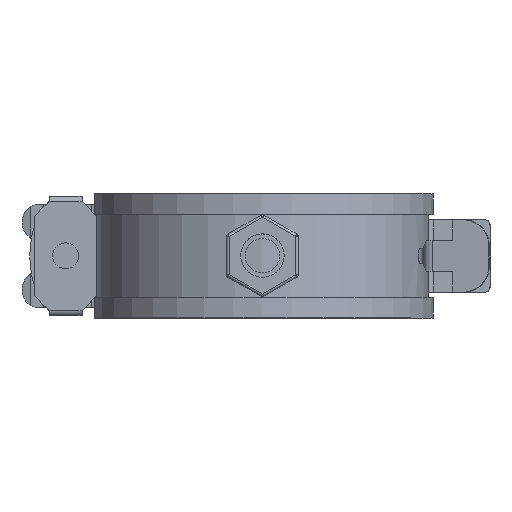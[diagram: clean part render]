
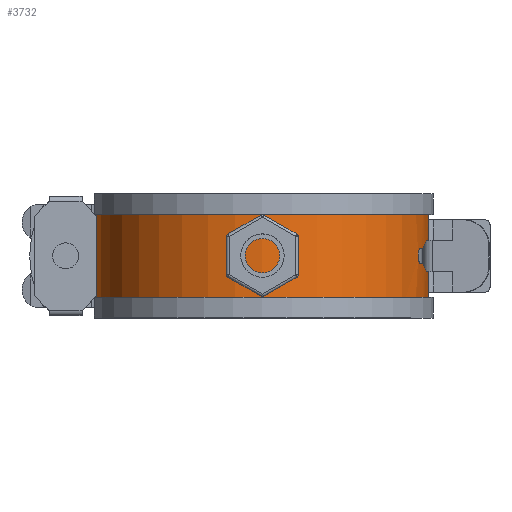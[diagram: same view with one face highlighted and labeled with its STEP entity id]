
A CAD part, top view. The second image highlights one B-rep face of the part: STEP entity #3732.
In plain terms, the highlighted cylindrical face has radius 32 mm (diameter 64 mm), a partial arc.
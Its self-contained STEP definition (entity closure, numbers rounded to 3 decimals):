
#36=B_SPLINE_CURVE_WITH_KNOTS('',3,(#6656,#6657,#6658,#6659,#6660,#6661,
#6662),.UNSPECIFIED.,.F.,.F.,(4,1,1,1,4),(0.,0.001,
0.002,0.004,0.005),
 .UNSPECIFIED.);
#40=ELLIPSE('',#4826,35.777,32.);
#41=ELLIPSE('',#4829,35.777,32.);
#299=LINE('',#6603,#651);
#300=LINE('',#6611,#652);
#311=LINE('',#6669,#663);
#312=LINE('',#6670,#664);
#313=LINE('',#6671,#665);
#651=VECTOR('',#5370,1000.);
#652=VECTOR('',#5379,1000.);
#663=VECTOR('',#5426,1000.);
#664=VECTOR('',#5427,1000.);
#665=VECTOR('',#5428,1000.);
#1129=ORIENTED_EDGE('',*,*,#2139,.T.);
#1130=ORIENTED_EDGE('',*,*,#2162,.T.);
#1131=ORIENTED_EDGE('',*,*,#2163,.T.);
#1132=ORIENTED_EDGE('',*,*,#2164,.T.);
#1133=ORIENTED_EDGE('',*,*,#2165,.T.);
#1134=ORIENTED_EDGE('',*,*,#2166,.T.);
#1135=ORIENTED_EDGE('',*,*,#2167,.T.);
#1136=ORIENTED_EDGE('',*,*,#2168,.T.);
#1137=ORIENTED_EDGE('',*,*,#2143,.T.);
#1138=ORIENTED_EDGE('',*,*,#2169,.F.);
#1139=ORIENTED_EDGE('',*,*,#2154,.T.);
#1140=ORIENTED_EDGE('',*,*,#2170,.F.);
#1141=ORIENTED_EDGE('',*,*,#2147,.F.);
#1142=ORIENTED_EDGE('',*,*,#2171,.T.);
#2139=EDGE_CURVE('',#2667,#2666,#299,.T.);
#2143=EDGE_CURVE('',#2668,#2669,#300,.T.);
#2147=EDGE_CURVE('',#2670,#2672,#2980,.T.);
#2154=EDGE_CURVE('',#2678,#2679,#2984,.T.);
#2162=EDGE_CURVE('',#2666,#2686,#2988,.T.);
#2163=EDGE_CURVE('',#2686,#2687,#40,.T.);
#2164=EDGE_CURVE('',#2687,#2688,#2989,.T.);
#2165=EDGE_CURVE('',#2688,#2689,#36,.T.);
#2166=EDGE_CURVE('',#2689,#2690,#2990,.T.);
#2167=EDGE_CURVE('',#2690,#2691,#41,.T.);
#2168=EDGE_CURVE('',#2691,#2668,#2991,.T.);
#2169=EDGE_CURVE('',#2678,#2669,#311,.F.);
#2170=EDGE_CURVE('',#2672,#2679,#312,.T.);
#2171=EDGE_CURVE('',#2670,#2667,#313,.T.);
#2666=VERTEX_POINT('',#6602);
#2667=VERTEX_POINT('',#6604);
#2668=VERTEX_POINT('',#6608);
#2669=VERTEX_POINT('',#6610);
#2670=VERTEX_POINT('',#6617);
#2672=VERTEX_POINT('',#6620);
#2678=VERTEX_POINT('',#6634);
#2679=VERTEX_POINT('',#6635);
#2686=VERTEX_POINT('',#6651);
#2687=VERTEX_POINT('',#6653);
#2688=VERTEX_POINT('',#6655);
#2689=VERTEX_POINT('',#6663);
#2690=VERTEX_POINT('',#6665);
#2691=VERTEX_POINT('',#6667);
#2980=CIRCLE('',#4815,32.);
#2984=CIRCLE('',#4820,32.);
#2988=CIRCLE('',#4825,32.);
#2989=CIRCLE('',#4827,32.);
#2990=CIRCLE('',#4828,32.);
#2991=CIRCLE('',#4830,32.);
#3158=EDGE_LOOP('',(#1129,#1130,#1131,#1132,#1133,#1134,#1135,#1136,#1137,
#1138,#1139,#1140,#1141,#1142));
#3412=FACE_BOUND('',#3158,.T.);
#3647=CYLINDRICAL_SURFACE('',#4824,32.);
#3732=ADVANCED_FACE('',(#3412),#3647,.T.);
#4815=AXIS2_PLACEMENT_3D('',#6619,#5387,#5388);
#4820=AXIS2_PLACEMENT_3D('',#6633,#5400,#5401);
#4824=AXIS2_PLACEMENT_3D('',#6649,#5412,#5413);
#4825=AXIS2_PLACEMENT_3D('',#6650,#5414,#5415);
#4826=AXIS2_PLACEMENT_3D('',#6652,#5416,#5417);
#4827=AXIS2_PLACEMENT_3D('',#6654,#5418,#5419);
#4828=AXIS2_PLACEMENT_3D('',#6664,#5420,#5421);
#4829=AXIS2_PLACEMENT_3D('',#6666,#5422,#5423);
#4830=AXIS2_PLACEMENT_3D('',#6668,#5424,#5425);
#5370=DIRECTION('',(0.,1.,0.));
#5379=DIRECTION('',(0.,1.,0.));
#5387=DIRECTION('',(0.,-1.,0.));
#5388=DIRECTION('',(1.,0.,0.));
#5400=DIRECTION('',(0.,-1.,0.));
#5401=DIRECTION('',(1.,0.,0.));
#5412=DIRECTION('',(0.,1.,0.));
#5413=DIRECTION('',(0.,0.,1.));
#5414=DIRECTION('',(0.,-1.,0.));
#5415=DIRECTION('',(0.,0.,-1.));
#5416=DIRECTION('',(-0.184,-0.894,0.407));
#5417=DIRECTION('',(-0.369,0.447,0.815));
#5418=DIRECTION('',(0.,-1.,0.));
#5419=DIRECTION('',(0.,0.,-1.));
#5420=DIRECTION('',(0.,1.,0.));
#5421=DIRECTION('',(0.,0.,1.));
#5422=DIRECTION('',(-0.184,0.894,0.407));
#5423=DIRECTION('',(0.369,0.447,-0.815));
#5424=DIRECTION('',(0.,1.,0.));
#5425=DIRECTION('',(0.,0.,1.));
#5426=DIRECTION('',(0.,1.,0.));
#5427=DIRECTION('',(0.,1.,0.));
#5428=DIRECTION('',(0.,1.,0.));
#6602=CARTESIAN_POINT('',(31.941,-3.,1.939));
#6603=CARTESIAN_POINT('',(31.941,-10.,1.939));
#6604=CARTESIAN_POINT('',(31.941,-7.,1.939));
#6608=CARTESIAN_POINT('',(31.941,3.,1.939));
#6610=CARTESIAN_POINT('',(31.941,7.,1.939));
#6611=CARTESIAN_POINT('',(31.941,-10.,1.939));
#6617=CARTESIAN_POINT('',(31.941,-10.,1.939));
#6619=CARTESIAN_POINT('',(0.,-10.,0.));
#6620=CARTESIAN_POINT('',(-31.941,-10.,1.939));
#6633=CARTESIAN_POINT('',(0.,10.,0.));
#6634=CARTESIAN_POINT('',(31.941,10.,1.939));
#6635=CARTESIAN_POINT('',(-31.941,10.,1.939));
#6649=CARTESIAN_POINT('',(0.,-10.,0.));
#6650=CARTESIAN_POINT('',(0.,-3.,0.));
#6651=CARTESIAN_POINT('',(31.595,-3.,5.076));
#6652=CARTESIAN_POINT('',(0.,1.202,0.));
#6653=CARTESIAN_POINT('',(30.962,-1.5,8.082));
#6654=CARTESIAN_POINT('',(0.,-1.5,0.));
#6655=CARTESIAN_POINT('',(30.545,-1.5,9.54));
#6656=CARTESIAN_POINT('',(30.545,-1.5,9.54));
#6657=CARTESIAN_POINT('',(30.426,-1.5,9.919));
#6658=CARTESIAN_POINT('',(30.177,-1.178,10.659));
#6659=CARTESIAN_POINT('',(30.004,-0.002,11.122));
#6660=CARTESIAN_POINT('',(30.177,1.177,10.66));
#6661=CARTESIAN_POINT('',(30.426,1.5,9.919));
#6662=CARTESIAN_POINT('',(30.545,1.5,9.54));
#6663=CARTESIAN_POINT('',(30.545,1.5,9.54));
#6664=CARTESIAN_POINT('',(0.,1.5,0.));
#6665=CARTESIAN_POINT('',(30.962,1.5,8.082));
#6666=CARTESIAN_POINT('',(0.,-1.202,0.));
#6667=CARTESIAN_POINT('',(31.595,3.,5.076));
#6668=CARTESIAN_POINT('',(0.,3.,0.));
#6669=CARTESIAN_POINT('',(31.941,-10.,1.939));
#6670=CARTESIAN_POINT('',(-31.941,-10.,1.939));
#6671=CARTESIAN_POINT('',(31.941,-10.,1.939));
